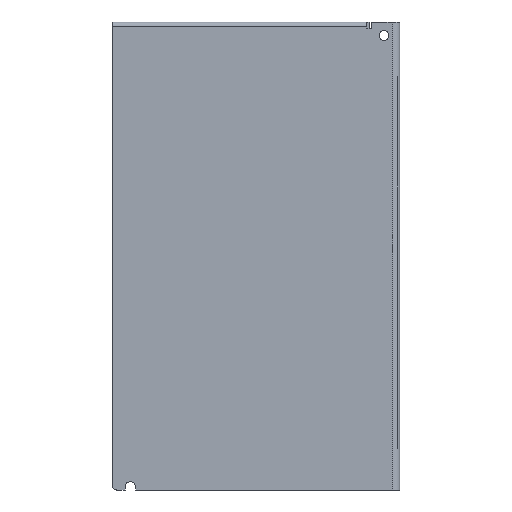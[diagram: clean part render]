
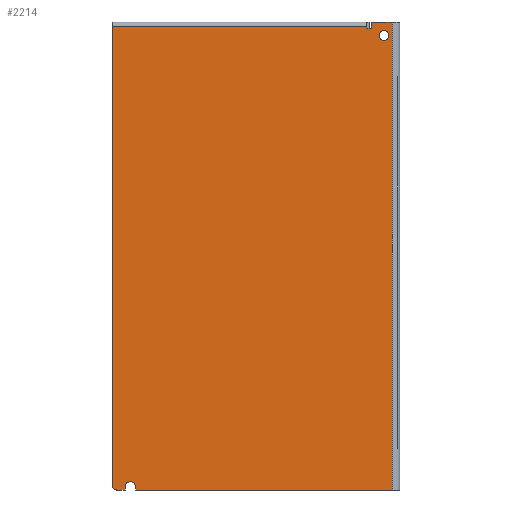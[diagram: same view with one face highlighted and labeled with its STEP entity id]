
A CAD part, front view. The second image highlights one B-rep face of the part: STEP entity #2214.
In plain terms, the highlighted planar face has unit normal (0, -1, 0).
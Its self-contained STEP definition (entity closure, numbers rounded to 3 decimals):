
#2214=ADVANCED_FACE('NONE',(#7232,#7233),#7234,.T.);
#7232=FACE_OUTER_BOUND('',#13092,.T.);
#7233=FACE_BOUND('',#13093,.T.);
#7234=PLANE('',#13094);
#13092=EDGE_LOOP('',(#32466,#32467,#32468,#32469,#32470,#32471,#32472,#32473,#32474,#32475,#32476,#32477,#32478,#32479));
#13093=EDGE_LOOP('',(#32480,#32481));
#13094=AXIS2_PLACEMENT_3D('',#32482,#32483,#32484);
#32466=ORIENTED_EDGE('',*,*,#39801,.F.);
#32467=ORIENTED_EDGE('',*,*,#39662,.T.);
#32468=ORIENTED_EDGE('',*,*,#39802,.T.);
#32469=ORIENTED_EDGE('',*,*,#39736,.F.);
#32470=ORIENTED_EDGE('',*,*,#39803,.F.);
#32471=ORIENTED_EDGE('',*,*,#39804,.F.);
#32472=ORIENTED_EDGE('',*,*,#39805,.F.);
#32473=ORIENTED_EDGE('',*,*,#39806,.T.);
#32474=ORIENTED_EDGE('',*,*,#39807,.F.);
#32475=ORIENTED_EDGE('',*,*,#39808,.T.);
#32476=ORIENTED_EDGE('',*,*,#39809,.T.);
#32477=ORIENTED_EDGE('',*,*,#39810,.F.);
#32478=ORIENTED_EDGE('',*,*,#39811,.F.);
#32479=ORIENTED_EDGE('',*,*,#39626,.F.);
#32480=ORIENTED_EDGE('',*,*,#39630,.F.);
#32481=ORIENTED_EDGE('',*,*,#39812,.F.);
#32482=CARTESIAN_POINT('',(-48.514,-19.05,-157.988));
#32483=DIRECTION('',(0.0,-1.0,0.0));
#32484=DIRECTION('',(0.0,0.0,-1.0));
#39626=EDGE_CURVE('NONE',#50470,#50471,#50472,.T.);
#39630=EDGE_CURVE('NONE',#50478,#50479,#50480,.T.);
#39662=EDGE_CURVE('NONE',#50542,#50540,#50543,.T.);
#39736=EDGE_CURVE('NONE',#50679,#50681,#50682,.T.);
#39801=EDGE_CURVE('NONE',#50542,#50470,#50789,.T.);
#39802=EDGE_CURVE('NONE',#50540,#50681,#50790,.T.);
#39803=EDGE_CURVE('NONE',#50791,#50679,#50792,.T.);
#39804=EDGE_CURVE('NONE',#50793,#50791,#50794,.T.);
#39805=EDGE_CURVE('NONE',#50795,#50793,#50796,.T.);
#39806=EDGE_CURVE('NONE',#50795,#50797,#50798,.T.);
#39807=EDGE_CURVE('NONE',#50799,#50797,#50800,.T.);
#39808=EDGE_CURVE('NONE',#50799,#50801,#50802,.T.);
#39809=EDGE_CURVE('NONE',#50801,#50803,#50804,.T.);
#39810=EDGE_CURVE('NONE',#50805,#50803,#50806,.T.);
#39811=EDGE_CURVE('NONE',#50471,#50805,#50807,.T.);
#39812=EDGE_CURVE('NONE',#50479,#50478,#50808,.T.);
#50470=VERTEX_POINT('NONE',#68665);
#50471=VERTEX_POINT('NONE',#68666);
#50472=CIRCLE('',#68667,1.778);
#50478=VERTEX_POINT('NONE',#68675);
#50479=VERTEX_POINT('NONE',#68676);
#50480=CIRCLE('',#68677,1.651);
#50540=VERTEX_POINT('NONE',#68754);
#50542=VERTEX_POINT('NONE',#68756);
#50543=LINE('',#68757,#68758);
#50679=VERTEX_POINT('NONE',#68962);
#50681=VERTEX_POINT('NONE',#68965);
#50682=LINE('',#68966,#68967);
#50789=LINE('',#69124,#69125);
#50790=LINE('',#69126,#69127);
#50791=VERTEX_POINT('NONE',#69128);
#50792=LINE('',#69129,#69130);
#50793=VERTEX_POINT('NONE',#69131);
#50794=LINE('',#69132,#69133);
#50795=VERTEX_POINT('NONE',#69134);
#50796=LINE('',#69135,#69136);
#50797=VERTEX_POINT('NONE',#69137);
#50798=LINE('',#69138,#69139);
#50799=VERTEX_POINT('NONE',#69140);
#50800=LINE('',#69141,#69142);
#50801=VERTEX_POINT('NONE',#69143);
#50802=CIRCLE('',#69144,1.524);
#50803=VERTEX_POINT('NONE',#69145);
#50804=LINE('',#69146,#69147);
#50805=VERTEX_POINT('NONE',#69148);
#50806=LINE('',#69149,#69150);
#50807=CIRCLE('',#69151,1.778);
#50808=CIRCLE('',#69152,1.651);
#68665=CARTESIAN_POINT('',(-40.64,-19.05,-156.972));
#68666=CARTESIAN_POINT('',(-42.418,-19.05,-155.194));
#68667=AXIS2_PLACEMENT_3D('',#76183,#76184,#76185);
#68675=CARTESIAN_POINT('',(43.18,-19.05,-2.921));
#68676=CARTESIAN_POINT('',(43.18,-19.05,-6.223));
#68677=AXIS2_PLACEMENT_3D('',#76191,#76192,#76193);
#68754=CARTESIAN_POINT('',(45.974,-19.05,-157.988));
#68756=CARTESIAN_POINT('',(-40.64,-19.05,-157.988));
#68757=CARTESIAN_POINT('',(-48.514,-19.05,-157.988));
#68758=VECTOR('',#76253,1000.0);
#68962=CARTESIAN_POINT('',(38.912,-19.05,0.0));
#68965=CARTESIAN_POINT('',(45.974,-19.05,0.0));
#68966=CARTESIAN_POINT('',(-48.514,-19.05,0.0));
#68967=VECTOR('',#76335,1000.0);
#69124=CARTESIAN_POINT('',(-40.64,-19.05,-157.988));
#69125=VECTOR('',#76428,1000.0);
#69126=CARTESIAN_POINT('',(45.974,-19.05,-157.988));
#69127=VECTOR('',#76429,1000.0);
#69128=CARTESIAN_POINT('',(38.912,-19.05,-2.032));
#69129=CARTESIAN_POINT('',(38.912,-19.05,-157.988));
#69130=VECTOR('',#76430,1000.0);
#69131=CARTESIAN_POINT('',(37.414,-19.05,-2.032));
#69132=CARTESIAN_POINT('',(-48.514,-19.05,-2.032));
#69133=VECTOR('',#76431,1000.0);
#69134=CARTESIAN_POINT('',(37.414,-19.05,-1.524));
#69135=CARTESIAN_POINT('',(37.414,-19.05,-157.988));
#69136=VECTOR('',#76432,1000.0);
#69137=CARTESIAN_POINT('',(-48.514,-19.05,-1.524));
#69138=CARTESIAN_POINT('',(-48.514,-19.05,-1.524));
#69139=VECTOR('',#76433,1000.0);
#69140=CARTESIAN_POINT('',(-48.514,-19.05,-156.464));
#69141=CARTESIAN_POINT('',(-48.514,-19.05,-157.988));
#69142=VECTOR('',#76434,1000.0);
#69143=CARTESIAN_POINT('',(-46.99,-19.05,-157.988));
#69144=AXIS2_PLACEMENT_3D('',#76435,#76436,#76437);
#69145=CARTESIAN_POINT('',(-44.196,-19.05,-157.988));
#69146=CARTESIAN_POINT('',(-48.514,-19.05,-157.988));
#69147=VECTOR('',#76438,1000.0);
#69148=CARTESIAN_POINT('',(-44.196,-19.05,-156.972));
#69149=CARTESIAN_POINT('',(-44.196,-19.05,-157.988));
#69150=VECTOR('',#76439,1000.0);
#69151=AXIS2_PLACEMENT_3D('',#76440,#76441,#76442);
#69152=AXIS2_PLACEMENT_3D('',#76443,#76444,#76445);
#76183=CARTESIAN_POINT('',(-42.418,-19.05,-156.972));
#76184=DIRECTION('',(0.0,-1.0,0.0));
#76185=DIRECTION('',(0.0,0.0,-1.0));
#76191=CARTESIAN_POINT('',(43.18,-19.05,-4.572));
#76192=DIRECTION('',(0.0,-1.0,0.0));
#76193=DIRECTION('',(0.0,0.0,-1.0));
#76253=DIRECTION('',(1.0,0.0,0.0));
#76335=DIRECTION('',(1.0,0.0,0.0));
#76428=DIRECTION('',(0.0,0.0,1.0));
#76429=DIRECTION('',(0.0,0.0,1.0));
#76430=DIRECTION('',(-0.0,0.0,1.0));
#76431=DIRECTION('',(1.0,0.0,0.0));
#76432=DIRECTION('',(0.0,0.0,-1.0));
#76433=DIRECTION('',(-1.0,-0.0,-0.0));
#76434=DIRECTION('',(0.0,0.0,1.0));
#76435=CARTESIAN_POINT('',(-46.99,-19.05,-156.464));
#76436=DIRECTION('',(0.0,-1.0,0.0));
#76437=DIRECTION('',(0.0,0.0,-1.0));
#76438=DIRECTION('',(1.0,0.0,0.0));
#76439=DIRECTION('',(0.,0.0,-1.0));
#76440=CARTESIAN_POINT('',(-42.418,-19.05,-156.972));
#76441=DIRECTION('',(0.0,-1.0,0.0));
#76442=DIRECTION('',(0.0,0.0,-1.0));
#76443=CARTESIAN_POINT('',(43.18,-19.05,-4.572));
#76444=DIRECTION('',(0.0,-1.0,0.0));
#76445=DIRECTION('',(0.0,0.0,-1.0));
